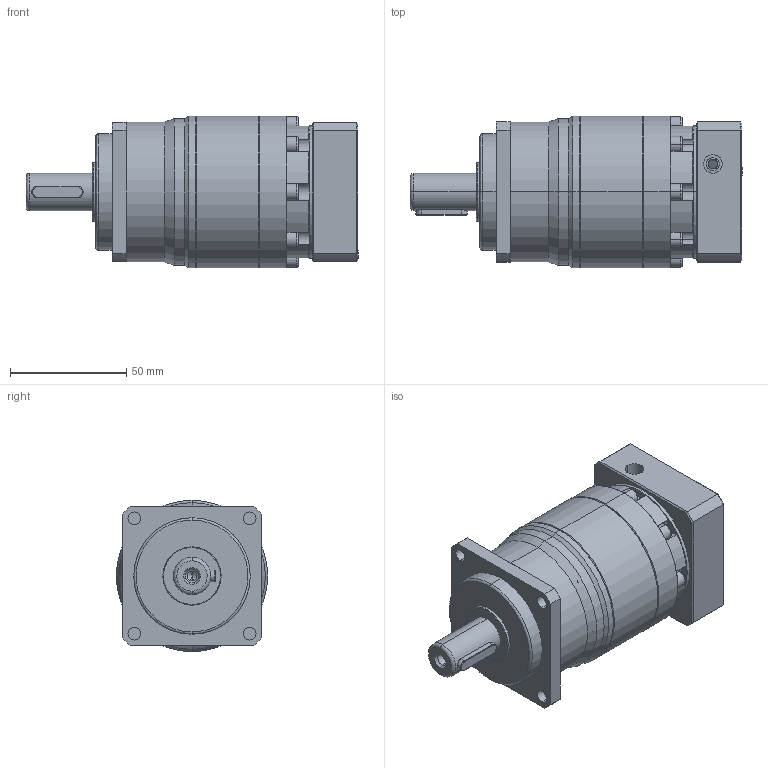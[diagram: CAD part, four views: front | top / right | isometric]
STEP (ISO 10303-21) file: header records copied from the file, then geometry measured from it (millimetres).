
FILE_DESCRIPTION (( 'STEP AP214' ), '1' );
FILE_NAME ('PB060-L2-14-50-70-M4-M5.STEP', '2022-02-12T07:44:08', ( 'admin' ), ( '' ), 'SwSTEP 2.0', 'SolidWorks 2013', '' );
FILE_SCHEMA (( 'AUTOMOTIVE_DESIGN' ));
Length unit declared in the file: millimetre
Products named in the file (4): PB060_X2_8F9351FA7AEF_X0_; PB060-L2-14-50-70-M4-M5; 60_X2_8F9351656CD55170_X0_-50-70M4; PB060-L2_X2_58F34F537AEF_X0_-14
Assembly tree (3 placements, depth 2):
  PB060-L2-14-50-70-M4-M5
    PB060_X2_8F9351FA7AEF_X0_
    PB060-L2_X2_58F34F537AEF_X0_-14
    60_X2_8F9351656CD55170_X0_-50-70M4
Bounding box: 142.5 x 65 x 65 mm (x, y, z)
Volume: 279715.6 mm3; surface area: 66724.6 mm2
Topology: 4 solids, 4 shells, 620 faces, 1483 edges, 890 vertices
Faces by surface type: plane 237, cylinder 216, cone 130, bspline 37
Entity records: 25601 total; most frequent: CARTESIAN_POINT 4459, DIRECTION 3057, ORIENTED_EDGE 2858, EDGE_CURVE 1429, AXIS2_PLACEMENT_3D 1156, VERTEX_POINT 890, LINE 745, VECTOR 745
